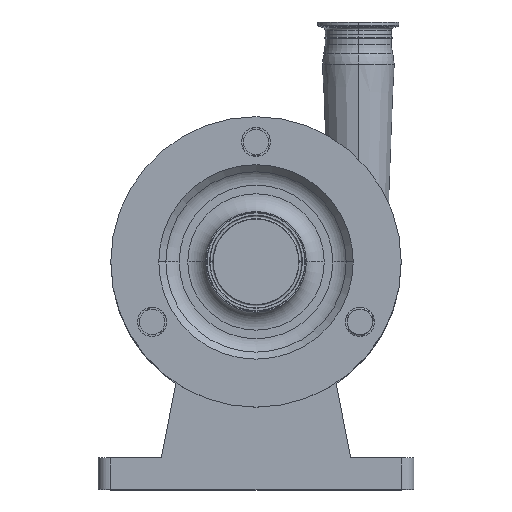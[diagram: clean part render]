
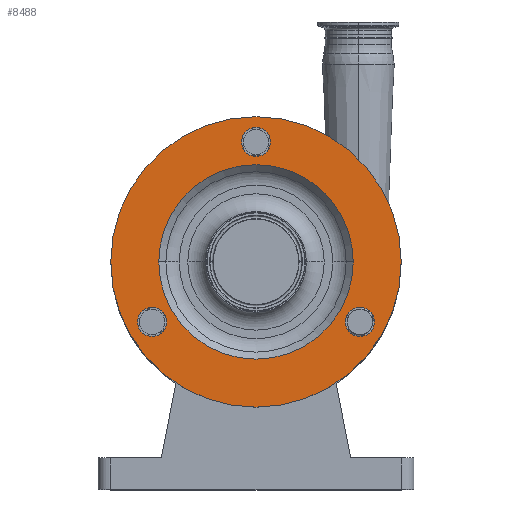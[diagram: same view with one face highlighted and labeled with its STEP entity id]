
A CAD part, top view. The second image highlights one B-rep face of the part: STEP entity #8488.
In plain terms, the highlighted planar face has unit normal (0, 0, 1).
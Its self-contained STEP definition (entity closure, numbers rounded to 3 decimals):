
#160 = DIRECTION ( 'NONE',  ( 1., 0., 0. ) ) ;
#161 = DIRECTION ( 'NONE',  ( 0., 0., 1. ) ) ;
#162 = CARTESIAN_POINT ( 'NONE',  ( 0., 180., 215. ) ) ;
#163 = AXIS2_PLACEMENT_3D ( 'NONE', #162, #161, #160 ) ;
#164 = CIRCLE ( 'NONE', #163, 115. ) ;
#688 = DIRECTION ( 'NONE',  ( -1., 0., 0. ) ) ;
#689 = DIRECTION ( 'NONE',  ( 0., 0., -1. ) ) ;
#690 = CARTESIAN_POINT ( 'NONE',  ( 0., 219., 215. ) ) ;
#696 = FACE_BOUND ( 'NONE', #8053, .T. ) ;
#700 = FACE_BOUND ( 'NONE', #8013, .T. ) ;
#701 = FACE_BOUND ( 'NONE', #8491, .T. ) ;
#702 = FACE_OUTER_BOUND ( 'NONE', #8505, .T. ) ;
#704 = PLANE ( 'NONE',  #716 ) ;
#713 = FACE_BOUND ( 'NONE', #8060, .T. ) ;
#716 = AXIS2_PLACEMENT_3D ( 'NONE', #690, #689, #688 ) ;
#958 = DIRECTION ( 'NONE',  ( 1., 0., 0. ) ) ;
#959 = DIRECTION ( 'NONE',  ( 0., 0., 1. ) ) ;
#960 = CARTESIAN_POINT ( 'NONE',  ( 0., 180., 215. ) ) ;
#1003 = AXIS2_PLACEMENT_3D ( 'NONE', #960, #959, #958 ) ;
#1005 = CIRCLE ( 'NONE', #1003, 77. ) ;
#2440 = CARTESIAN_POINT ( 'NONE',  ( 0., 180., 215. ) ) ;
#2454 = CIRCLE ( 'NONE', #2456, 77. ) ;
#2456 = AXIS2_PLACEMENT_3D ( 'NONE', #2440, #2490, #2489 ) ;
#2489 = DIRECTION ( 'NONE',  ( 1., 0., 0. ) ) ;
#2490 = DIRECTION ( 'NONE',  ( 0., 0., 1. ) ) ;
#2664 = CARTESIAN_POINT ( 'NONE',  ( -77., 180., 215. ) ) ;
#2677 = CARTESIAN_POINT ( 'NONE',  ( 77., 180., 215. ) ) ;
#3024 = CARTESIAN_POINT ( 'NONE',  ( 88.022, 142.459, 215. ) ) ;
#3199 = CARTESIAN_POINT ( 'NONE',  ( -82.272, 132.5, 215. ) ) ;
#3207 = DIRECTION ( 'NONE',  ( 0., 0., 1. ) ) ;
#3229 = CARTESIAN_POINT ( 'NONE',  ( 11.5, 275., 215. ) ) ;
#3231 = CARTESIAN_POINT ( 'NONE',  ( -88.022, 142.459, 215. ) ) ;
#3271 = DIRECTION ( 'NONE',  ( 1., 0., 0. ) ) ;
#3277 = AXIS2_PLACEMENT_3D ( 'NONE', #3311, #3321, #3320 ) ;
#3279 = CARTESIAN_POINT ( 'NONE',  ( -76.522, 122.541, 215. ) ) ;
#3280 = AXIS2_PLACEMENT_3D ( 'NONE', #3319, #3207, #3271 ) ;
#3286 = CIRCLE ( 'NONE', #3299, 11.5 ) ;
#3299 = AXIS2_PLACEMENT_3D ( 'NONE', #3199, #3411, #3410 ) ;
#3311 = CARTESIAN_POINT ( 'NONE',  ( 0., 180., 215. ) ) ;
#3319 = CARTESIAN_POINT ( 'NONE',  ( 0., 275., 215. ) ) ;
#3320 = DIRECTION ( 'NONE',  ( 1., 0., 0. ) ) ;
#3321 = DIRECTION ( 'NONE',  ( 0., 0., 1. ) ) ;
#3322 = CIRCLE ( 'NONE', #3280, 11.5 ) ;
#3410 = DIRECTION ( 'NONE',  ( -0.5, 0.866, 0. ) ) ;
#3411 = DIRECTION ( 'NONE',  ( 0., 0., 1. ) ) ;
#3414 = CARTESIAN_POINT ( 'NONE',  ( -11.5, 275., 215. ) ) ;
#3421 = CIRCLE ( 'NONE', #3277, 115. ) ;
#3668 = CARTESIAN_POINT ( 'NONE',  ( -115., 180., 215. ) ) ;
#3671 = CIRCLE ( 'NONE', #3752, 11.5 ) ;
#3751 = CARTESIAN_POINT ( 'NONE',  ( 82.272, 132.5, 215. ) ) ;
#3752 = AXIS2_PLACEMENT_3D ( 'NONE', #3751, #3845, #3844 ) ;
#3841 = CARTESIAN_POINT ( 'NONE',  ( 115., 180., 215. ) ) ;
#3842 = CARTESIAN_POINT ( 'NONE',  ( 76.522, 122.541, 215. ) ) ;
#3844 = DIRECTION ( 'NONE',  ( -0.5, -0.866, 0. ) ) ;
#3845 = DIRECTION ( 'NONE',  ( 0., 0., 1. ) ) ;
#8013 = EDGE_LOOP ( 'NONE', ( #8020, #8048 ) ) ;
#8016 = ORIENTED_EDGE ( 'NONE', *, *, #8070, .F. ) ;
#8018 = ORIENTED_EDGE ( 'NONE', *, *, #11105, .F. ) ;
#8020 = ORIENTED_EDGE ( 'NONE', *, *, #8273, .F. ) ;
#8042 = ORIENTED_EDGE ( 'NONE', *, *, #10960, .F. ) ;
#8044 = ORIENTED_EDGE ( 'NONE', *, *, #10927, .T. ) ;
#8046 = ORIENTED_EDGE ( 'NONE', *, *, #8626, .F. ) ;
#8048 = ORIENTED_EDGE ( 'NONE', *, *, #10936, .F. ) ;
#8053 = EDGE_LOOP ( 'NONE', ( #8046, #8627 ) ) ;
#8060 = EDGE_LOOP ( 'NONE', ( #8637, #8018 ) ) ;
#8070 = EDGE_CURVE ( 'NONE', #10951, #10933, #22937, .T. ) ;
#8271 = EDGE_CURVE ( 'NONE', #11143, #10882, #22949, .T. ) ;
#8273 = EDGE_CURVE ( 'NONE', #10897, #10898, #22939, .T. ) ;
#8421 = EDGE_CURVE ( 'NONE', #11144, #11145, #164, .T. ) ;
#8488 = ADVANCED_FACE ( 'NONE', ( #713, #701, #700, #702, #696 ), #704, .F. ) ;
#8491 = EDGE_LOOP ( 'NONE', ( #8016, #8042 ) ) ;
#8505 = EDGE_LOOP ( 'NONE', ( #8044, #8946 ) ) ;
#8626 = EDGE_CURVE ( 'NONE', #10608, #10610, #1005, .T. ) ;
#8627 = ORIENTED_EDGE ( 'NONE', *, *, #10510, .F. ) ;
#8637 = ORIENTED_EDGE ( 'NONE', *, *, #8271, .F. ) ;
#8946 = ORIENTED_EDGE ( 'NONE', *, *, #8421, .T. ) ;
#10510 = EDGE_CURVE ( 'NONE', #10610, #10608, #2454, .T. ) ;
#10608 = VERTEX_POINT ( 'NONE', #2677 ) ;
#10610 = VERTEX_POINT ( 'NONE', #2664 ) ;
#10882 = VERTEX_POINT ( 'NONE', #3024 ) ;
#10897 = VERTEX_POINT ( 'NONE', #3229 ) ;
#10898 = VERTEX_POINT ( 'NONE', #3414 ) ;
#10927 = EDGE_CURVE ( 'NONE', #11145, #11144, #3421, .T. ) ;
#10933 = VERTEX_POINT ( 'NONE', #3279 ) ;
#10936 = EDGE_CURVE ( 'NONE', #10898, #10897, #3322, .T. ) ;
#10951 = VERTEX_POINT ( 'NONE', #3231 ) ;
#10960 = EDGE_CURVE ( 'NONE', #10933, #10951, #3286, .T. ) ;
#11105 = EDGE_CURVE ( 'NONE', #10882, #11143, #3671, .T. ) ;
#11143 = VERTEX_POINT ( 'NONE', #3842 ) ;
#11144 = VERTEX_POINT ( 'NONE', #3668 ) ;
#11145 = VERTEX_POINT ( 'NONE', #3841 ) ;
#22864 = CARTESIAN_POINT ( 'NONE',  ( -82.272, 132.5, 215. ) ) ;
#22900 = AXIS2_PLACEMENT_3D ( 'NONE', #22923, #22922, #22921 ) ;
#22902 = CARTESIAN_POINT ( 'NONE',  ( 82.272, 132.5, 215. ) ) ;
#22921 = DIRECTION ( 'NONE',  ( 1., 0., 0. ) ) ;
#22922 = DIRECTION ( 'NONE',  ( 0., 0., 1. ) ) ;
#22923 = CARTESIAN_POINT ( 'NONE',  ( 0., 275., 215. ) ) ;
#22929 = DIRECTION ( 'NONE',  ( -0.5, -0.866, 0. ) ) ;
#22930 = DIRECTION ( 'NONE',  ( 0., 0., 1. ) ) ;
#22931 = AXIS2_PLACEMENT_3D ( 'NONE', #22902, #22930, #22929 ) ;
#22937 = CIRCLE ( 'NONE', #22980, 11.5 ) ;
#22939 = CIRCLE ( 'NONE', #22900, 11.5 ) ;
#22949 = CIRCLE ( 'NONE', #22931, 11.5 ) ;
#22978 = DIRECTION ( 'NONE',  ( -0.5, 0.866, 0. ) ) ;
#22979 = DIRECTION ( 'NONE',  ( 0., 0., 1. ) ) ;
#22980 = AXIS2_PLACEMENT_3D ( 'NONE', #22864, #22979, #22978 ) ;
